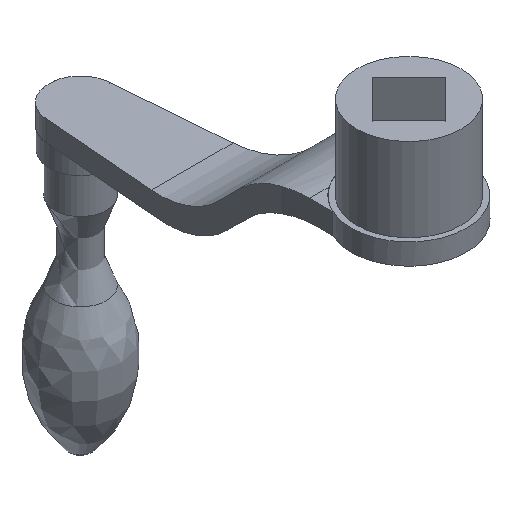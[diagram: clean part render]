
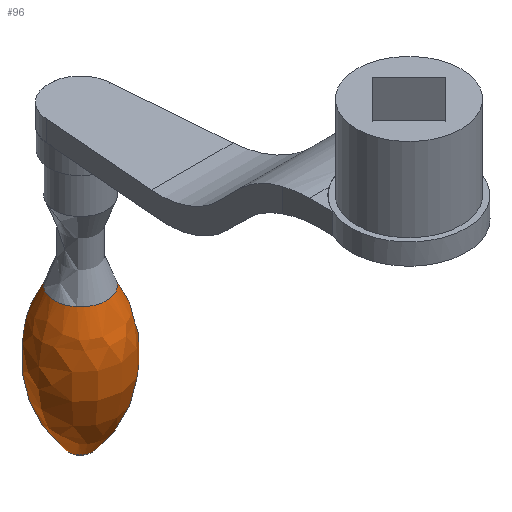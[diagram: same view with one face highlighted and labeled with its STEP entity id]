
A CAD part, isometric view. The second image highlights one B-rep face of the part: STEP entity #96.
In plain terms, the highlighted free-form (B-spline) face has degree [3, 3] with [4, 7] control points.
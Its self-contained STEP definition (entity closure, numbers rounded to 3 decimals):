
#96 = ADVANCED_FACE( '', ( #209, #210 ), #211, .T. );
#209 = FACE_OUTER_BOUND( '', #330, .T. );
#210 = FACE_OUTER_BOUND( '', #331, .T. );
#211 = ( BOUNDED_SURFACE(  )B_SPLINE_SURFACE( 3, 3, ( ( #334, #335, #336, #337, #338, #339, #340 ), ( #341, #342, #343, #344, #345, #346, #347 ), ( #348, #349, #350, #351, #352, #353, #354 ), ( #355, #356, #357, #358, #359, #360, #361 ) ), .UNSPECIFIED., .F., .T., .F. )B_SPLINE_SURFACE_WITH_KNOTS( ( 4, 4 ), ( 4, 3, 4 ), ( 0., 6.283 ), ( -0.534, 0.101, 0.737 ), .UNSPECIFIED. )GEOMETRIC_REPRESENTATION_ITEM(  )RATIONAL_B_SPLINE_SURFACE( ( ( 1., 0.333, 0.333, 1., 0.333, 0.333, 1. ), ( 0.87, 0.29, 0.29, 0.87, 0.29, 0.29, 0.87 ), ( 0.87, 0.29, 0.29, 0.87, 0.29, 0.29, 0.87 ), ( 1., 0.333, 0.333, 1., 0.333, 0.333, 1. ) ) )REPRESENTATION_ITEM( '' )SURFACE(  ) );
#330 = EDGE_LOOP( '', ( #574 ) );
#331 = EDGE_LOOP( '', ( #575 ) );
#334 = CARTESIAN_POINT( '', ( -2.302, 63., -89.001 ) );
#335 = CARTESIAN_POINT( '', ( -2.302, 67.604, -89.001 ) );
#336 = CARTESIAN_POINT( '', ( 2.302, 67.604, -89.001 ) );
#337 = CARTESIAN_POINT( '', ( 2.302, 63., -89.001 ) );
#338 = CARTESIAN_POINT( '', ( 2.302, 58.396, -89.001 ) );
#339 = CARTESIAN_POINT( '', ( -2.302, 58.396, -89.001 ) );
#340 = CARTESIAN_POINT( '', ( -2.302, 63., -89.001 ) );
#341 = CARTESIAN_POINT( '', ( -9.157, 63., -81.441 ) );
#342 = CARTESIAN_POINT( '', ( -9.157, 81.315, -81.441 ) );
#343 = CARTESIAN_POINT( '', ( 9.157, 81.315, -81.441 ) );
#344 = CARTESIAN_POINT( '', ( 9.157, 63., -81.441 ) );
#345 = CARTESIAN_POINT( '', ( 9.157, 44.685, -81.441 ) );
#346 = CARTESIAN_POINT( '', ( -9.157, 44.685, -81.441 ) );
#347 = CARTESIAN_POINT( '', ( -9.157, 63., -81.441 ) );
#348 = CARTESIAN_POINT( '', ( -10.191, 63., -71.288 ) );
#349 = CARTESIAN_POINT( '', ( -10.191, 83.382, -71.288 ) );
#350 = CARTESIAN_POINT( '', ( 10.191, 83.382, -71.288 ) );
#351 = CARTESIAN_POINT( '', ( 10.191, 63., -71.288 ) );
#352 = CARTESIAN_POINT( '', ( 10.191, 42.618, -71.288 ) );
#353 = CARTESIAN_POINT( '', ( -10.191, 42.618, -71.288 ) );
#354 = CARTESIAN_POINT( '', ( -10.191, 63., -71.288 ) );
#355 = CARTESIAN_POINT( '', ( -5., 63., -62.501 ) );
#356 = CARTESIAN_POINT( '', ( -5., 73., -62.501 ) );
#357 = CARTESIAN_POINT( '', ( 5., 73., -62.501 ) );
#358 = CARTESIAN_POINT( '', ( 5., 63., -62.501 ) );
#359 = CARTESIAN_POINT( '', ( 5., 53., -62.501 ) );
#360 = CARTESIAN_POINT( '', ( -5., 53., -62.501 ) );
#361 = CARTESIAN_POINT( '', ( -5., 63., -62.501 ) );
#574 = ORIENTED_EDGE( '', *, *, #758, .T. );
#575 = ORIENTED_EDGE( '', *, *, #753, .F. );
#753 = EDGE_CURVE( '', #899, #899, #900, .T. );
#758 = EDGE_CURVE( '', #907, #907, #908, .T. );
#899 = VERTEX_POINT( '', #1112 );
#900 = CIRCLE( '', #1113, 2.302 );
#907 = VERTEX_POINT( '', #1120 );
#908 = CIRCLE( '', #1121, 5. );
#1112 = CARTESIAN_POINT( '', ( -2.302, 63., -89.001 ) );
#1113 = AXIS2_PLACEMENT_3D( '', #1288, #1289, #1290 );
#1120 = CARTESIAN_POINT( '', ( -5., 63., -62.501 ) );
#1121 = AXIS2_PLACEMENT_3D( '', #1297, #1298, #1299 );
#1288 = CARTESIAN_POINT( '', ( 0., 63., -89.001 ) );
#1289 = DIRECTION( '', ( 0., 0., -1. ) );
#1290 = DIRECTION( '', ( -1., 0., 0. ) );
#1297 = CARTESIAN_POINT( '', ( 0., 63., -62.501 ) );
#1298 = DIRECTION( '', ( 0., 0., -1. ) );
#1299 = DIRECTION( '', ( -1., 0., 0. ) );
